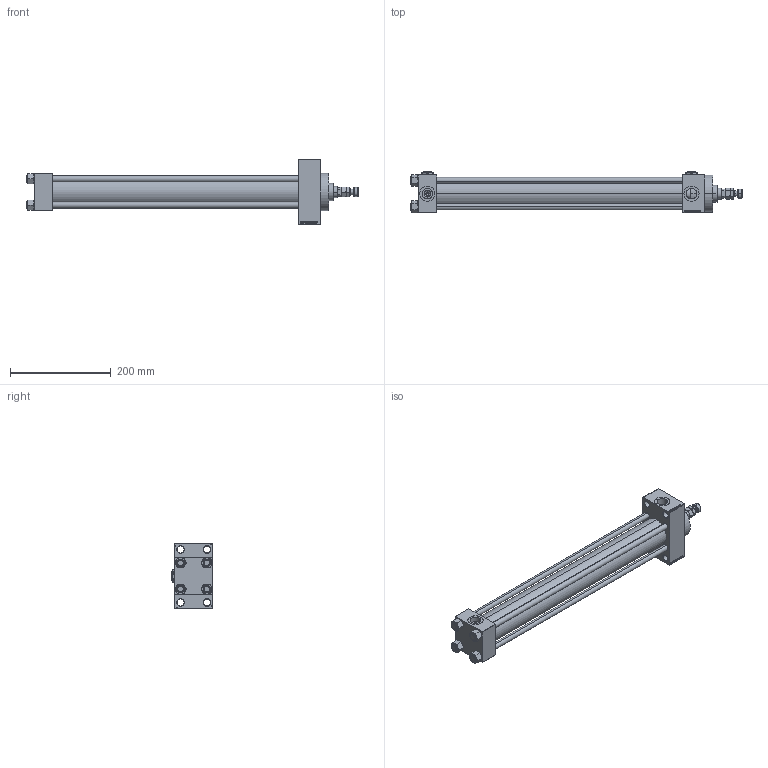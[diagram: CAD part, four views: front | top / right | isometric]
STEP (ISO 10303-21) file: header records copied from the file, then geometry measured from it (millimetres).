
FILE_DESCRIPTION (( 'STEP AP203' ), '1' );
FILE_NAME ('a7c7.STEP', '2023-10-18T15:16:27', ( '' ), ( '' ), 'SwSTEP 2.0', 'SolidWorks 2019', '' );
FILE_SCHEMA (( 'CONFIG_CONTROL_DESIGN' ));
Length unit declared in the file: millimetre
Products named in the file (8): Zatka_pro_OIL_PORT 4d4c43c94dcc59e784e5191a58ade0d6; V215CR_D_TYCINKA 4d4c43c94dcc59e784e5191a58ade0d6; V215CR_VCP_D 4d4c43c94dcc59e784e5191a58ade0d6; V215_VC_A 4d4c43c94dcc59e784e5191a58ade0d6; MFA 4d4c43c94dcc59e784e5191a58ade0d6; V215CR_D_Body 4d4c43c94dcc59e784e5191a58ade0d6; NUT_M5_D 4d4c43c94dcc59e784e5191a58ade0d6; a7c7
Assembly tree (14 placements, depth 2):
  a7c7
    V215CR_D_Body 4d4c43c94dcc59e784e5191a58ade0d6
    V215CR_VCP_D 4d4c43c94dcc59e784e5191a58ade0d6
    NUT_M5_D 4d4c43c94dcc59e784e5191a58ade0d6  x4
    V215CR_D_TYCINKA 4d4c43c94dcc59e784e5191a58ade0d6  x4
    V215_VC_A 4d4c43c94dcc59e784e5191a58ade0d6
    MFA 4d4c43c94dcc59e784e5191a58ade0d6
    Zatka_pro_OIL_PORT 4d4c43c94dcc59e784e5191a58ade0d6  x2
Bounding box: 658 x 82.27 x 128 mm (x, y, z)
Volume: 1373974 mm3; surface area: 411374.3 mm2
Topology: 14 solids, 14 shells, 1256 faces, 3092 edges, 1982 vertices
Faces by surface type: plane 561, bspline 368, cone 212, cylinder 103, torus 12
Entity records: 50954 total; most frequent: CARTESIAN_POINT 26268, ORIENTED_EDGE 5484, DIRECTION 3648, EDGE_CURVE 2742, VERTEX_POINT 1780, LINE 1572, VECTOR 1572, EDGE_LOOP 1234
